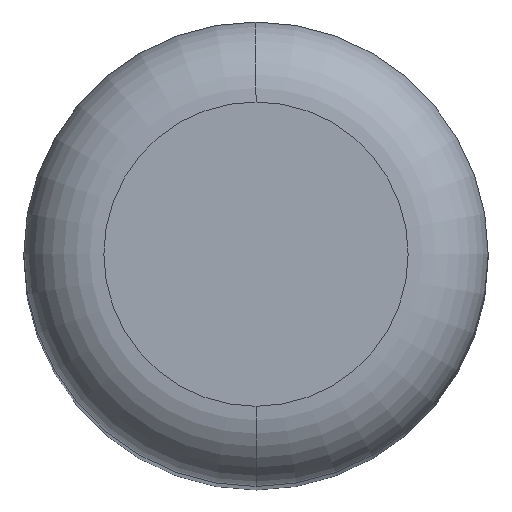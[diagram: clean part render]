
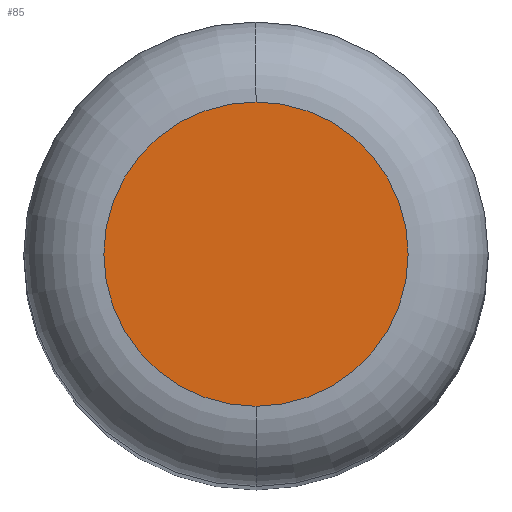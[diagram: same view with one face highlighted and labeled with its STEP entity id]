
A CAD part, top view. The second image highlights one B-rep face of the part: STEP entity #85.
In plain terms, the highlighted planar face has unit normal (0, 0, 1).
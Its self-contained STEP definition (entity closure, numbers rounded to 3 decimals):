
#24 = VERTEX_POINT('',#25);
#25 = CARTESIAN_POINT('',(0.,0.95,13.5));
#42 = VERTEX_POINT('',#43);
#43 = CARTESIAN_POINT('',(0.,-0.95,13.5));
#50 = EDGE_CURVE('',#24,#42,#51,.T.);
#51 = CIRCLE('',#52,0.95);
#52 = AXIS2_PLACEMENT_3D('',#53,#54,#55);
#53 = CARTESIAN_POINT('',(0.,0.,13.5));
#54 = DIRECTION('',(0.,0.,-1.));
#55 = DIRECTION('',(0.,1.,0.));
#74 = EDGE_CURVE('',#42,#24,#75,.T.);
#75 = CIRCLE('',#76,0.95);
#76 = AXIS2_PLACEMENT_3D('',#77,#78,#79);
#77 = CARTESIAN_POINT('',(0.,0.,13.5));
#78 = DIRECTION('',(0.,-0.,-1.));
#79 = DIRECTION('',(0.,-1.,0.));
#85 = ADVANCED_FACE('',(#86),#90,.T.);
#86 = FACE_BOUND('',#87,.T.);
#87 = EDGE_LOOP('',(#88,#89));
#88 = ORIENTED_EDGE('',*,*,#50,.F.);
#89 = ORIENTED_EDGE('',*,*,#74,.F.);
#90 = PLANE('',#91);
#91 = AXIS2_PLACEMENT_3D('',#92,#93,#94);
#92 = CARTESIAN_POINT('',(0.,0.,13.5));
#93 = DIRECTION('',(0.,0.,1.));
#94 = DIRECTION('',(-1.,0.,0.));
